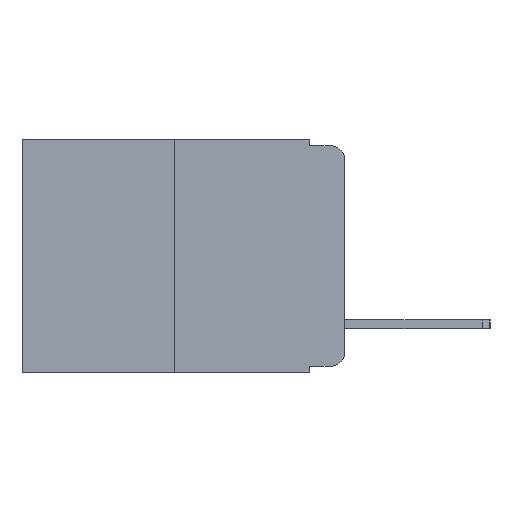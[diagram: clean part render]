
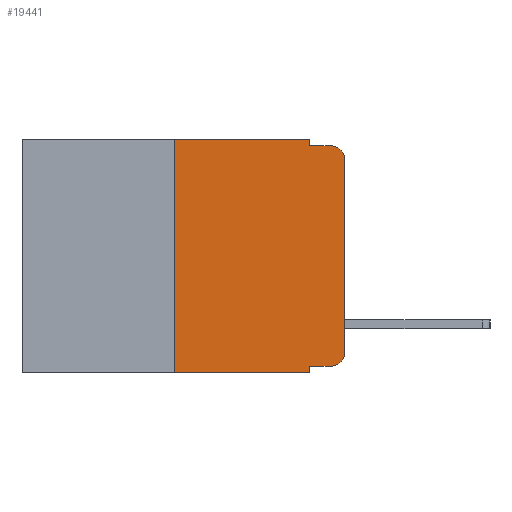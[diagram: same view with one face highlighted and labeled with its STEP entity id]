
A CAD part, left-side view. The second image highlights one B-rep face of the part: STEP entity #19441.
In plain terms, the highlighted planar face has unit normal (-1, 0, 0).
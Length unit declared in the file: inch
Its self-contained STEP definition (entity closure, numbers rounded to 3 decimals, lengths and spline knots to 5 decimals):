
#132 = DIRECTION ( 'NONE',  ( 0., 0., -1. ) ) ;
#328 = VERTEX_POINT ( 'NONE', #3890 ) ;
#421 = VECTOR ( 'NONE', #17778, 39.37008 ) ;
#1182 = CARTESIAN_POINT ( 'NONE',  ( 0., 0., -0.03 ) ) ;
#1472 = CARTESIAN_POINT ( 'NONE',  ( 0., 0.051, -0.01 ) ) ;
#1700 = VECTOR ( 'NONE', #17155, 39.37008 ) ;
#2036 = VERTEX_POINT ( 'NONE', #8002 ) ;
#2756 = VECTOR ( 'NONE', #17123, 39.37008 ) ;
#2968 = VERTEX_POINT ( 'NONE', #20974 ) ;
#3291 = VECTOR ( 'NONE', #15768, 39.37008 ) ;
#3338 = CARTESIAN_POINT ( 'NONE',  ( 0., 0.25, 0. ) ) ;
#3415 = CARTESIAN_POINT ( 'NONE',  ( 0., 0.02, -0.03 ) ) ;
#3424 = VERTEX_POINT ( 'NONE', #14870 ) ;
#3534 = LINE ( 'NONE', #1472, #19927 ) ;
#3549 = AXIS2_PLACEMENT_3D ( 'NONE', #7166, #18551, #8975 ) ;
#3890 = CARTESIAN_POINT ( 'NONE',  ( 0., 0.02, -0.01 ) ) ;
#4394 = CIRCLE ( 'NONE', #11185, 0.02 ) ;
#4487 = EDGE_CURVE ( 'NONE', #10671, #2968, #9509, .T. ) ;
#4496 = DIRECTION ( 'NONE',  ( -1., 0., 0. ) ) ;
#5089 = DIRECTION ( 'NONE',  ( 0., 0., 1. ) ) ;
#5167 = DIRECTION ( 'NONE',  ( 0., 0., -1. ) ) ;
#5241 = EDGE_CURVE ( 'NONE', #16809, #328, #4394, .T. ) ;
#5287 = ORIENTED_EDGE ( 'NONE', *, *, #6388, .F. ) ;
#5684 = EDGE_CURVE ( 'NONE', #7822, #10671, #13280, .T. ) ;
#5958 = CARTESIAN_POINT ( 'NONE',  ( 0., 0.473, -0.343 ) ) ;
#6277 = CARTESIAN_POINT ( 'NONE',  ( 0., 0.051, -0.333 ) ) ;
#6286 = EDGE_CURVE ( 'NONE', #7371, #2036, #9710, .T. ) ;
#6388 = EDGE_CURVE ( 'NONE', #3424, #328, #3534, .T. ) ;
#7166 = CARTESIAN_POINT ( 'NONE',  ( 0., 0.473, 0. ) ) ;
#7199 = EDGE_LOOP ( 'NONE', ( #20512, #8772, #5287, #10336, #15113, #12359, #9047, #13872, #20047, #9839 ) ) ;
#7353 = LINE ( 'NONE', #18722, #1700 ) ;
#7371 = VERTEX_POINT ( 'NONE', #17672 ) ;
#7822 = VERTEX_POINT ( 'NONE', #13096 ) ;
#8002 = CARTESIAN_POINT ( 'NONE',  ( 0., 0.051, 0. ) ) ;
#8423 = VECTOR ( 'NONE', #11278, 39.37008 ) ;
#8697 = EDGE_CURVE ( 'NONE', #2968, #16809, #7353, .T. ) ;
#8772 = ORIENTED_EDGE ( 'NONE', *, *, #5241, .T. ) ;
#8975 = DIRECTION ( 'NONE',  ( 0., 0., -1. ) ) ;
#9047 = ORIENTED_EDGE ( 'NONE', *, *, #15873, .T. ) ;
#9113 = EDGE_CURVE ( 'NONE', #7822, #10465, #20208, .T. ) ;
#9154 = LINE ( 'NONE', #12196, #21335 ) ;
#9509 = CIRCLE ( 'NONE', #20859, 0.02 ) ;
#9593 = FACE_OUTER_BOUND ( 'NONE', #7199, .T. ) ;
#9710 = LINE ( 'NONE', #16201, #421 ) ;
#9839 = ORIENTED_EDGE ( 'NONE', *, *, #4487, .T. ) ;
#10336 = ORIENTED_EDGE ( 'NONE', *, *, #17691, .F. ) ;
#10430 = CARTESIAN_POINT ( 'NONE',  ( 0., 0.25, -0.343 ) ) ;
#10465 = VERTEX_POINT ( 'NONE', #19841 ) ;
#10671 = VERTEX_POINT ( 'NONE', #15554 ) ;
#11185 = AXIS2_PLACEMENT_3D ( 'NONE', #3415, #15078, #5167 ) ;
#11278 = DIRECTION ( 'NONE',  ( 0., -1., 0. ) ) ;
#12196 = CARTESIAN_POINT ( 'NONE',  ( 0., 0.051, 0. ) ) ;
#12359 = ORIENTED_EDGE ( 'NONE', *, *, #13467, .F. ) ;
#12462 = CARTESIAN_POINT ( 'NONE',  ( 0., 0.051, 0. ) ) ;
#13096 = CARTESIAN_POINT ( 'NONE',  ( 0., 0.051, -0.333 ) ) ;
#13280 = LINE ( 'NONE', #6277, #8423 ) ;
#13289 = DIRECTION ( 'NONE',  ( 0., -1., 0. ) ) ;
#13467 = EDGE_CURVE ( 'NONE', #21361, #7371, #15802, .T. ) ;
#13809 = PLANE ( 'NONE',  #3549 ) ;
#13872 = ORIENTED_EDGE ( 'NONE', *, *, #9113, .F. ) ;
#14468 = CARTESIAN_POINT ( 'NONE',  ( 0., 0.02, -0.313 ) ) ;
#14870 = CARTESIAN_POINT ( 'NONE',  ( 0., 0.051, -0.01 ) ) ;
#15078 = DIRECTION ( 'NONE',  ( -1., 0., 0. ) ) ;
#15113 = ORIENTED_EDGE ( 'NONE', *, *, #6286, .F. ) ;
#15324 = VECTOR ( 'NONE', #5089, 39.37008 ) ;
#15554 = CARTESIAN_POINT ( 'NONE',  ( 0., 0.02, -0.333 ) ) ;
#15768 = DIRECTION ( 'NONE',  ( 0., -1., 0. ) ) ;
#15802 = LINE ( 'NONE', #3338, #15324 ) ;
#15873 = EDGE_CURVE ( 'NONE', #21361, #10465, #20203, .T. ) ;
#16045 = DIRECTION ( 'NONE',  ( 0., 0., -1. ) ) ;
#16201 = CARTESIAN_POINT ( 'NONE',  ( 0., 0.473, 0. ) ) ;
#16809 = VERTEX_POINT ( 'NONE', #1182 ) ;
#17123 = DIRECTION ( 'NONE',  ( 0., 0., -1. ) ) ;
#17155 = DIRECTION ( 'NONE',  ( 0., 0., 1. ) ) ;
#17672 = CARTESIAN_POINT ( 'NONE',  ( 0., 0.25, 0. ) ) ;
#17691 = EDGE_CURVE ( 'NONE', #2036, #3424, #9154, .T. ) ;
#17778 = DIRECTION ( 'NONE',  ( 0., -1., 0. ) ) ;
#18551 = DIRECTION ( 'NONE',  ( 1., 0., 0. ) ) ;
#18722 = CARTESIAN_POINT ( 'NONE',  ( 0., 0., 0. ) ) ;
#19441 = ADVANCED_FACE ( 'NONE', ( #9593 ), #13809, .F. ) ;
#19841 = CARTESIAN_POINT ( 'NONE',  ( 0., 0.051, -0.343 ) ) ;
#19927 = VECTOR ( 'NONE', #13289, 39.37008 ) ;
#20047 = ORIENTED_EDGE ( 'NONE', *, *, #5684, .T. ) ;
#20203 = LINE ( 'NONE', #5958, #3291 ) ;
#20208 = LINE ( 'NONE', #12462, #2756 ) ;
#20512 = ORIENTED_EDGE ( 'NONE', *, *, #8697, .T. ) ;
#20859 = AXIS2_PLACEMENT_3D ( 'NONE', #14468, #4496, #16045 ) ;
#20974 = CARTESIAN_POINT ( 'NONE',  ( 0., 0., -0.313 ) ) ;
#21335 = VECTOR ( 'NONE', #132, 39.37008 ) ;
#21361 = VERTEX_POINT ( 'NONE', #10430 ) ;
